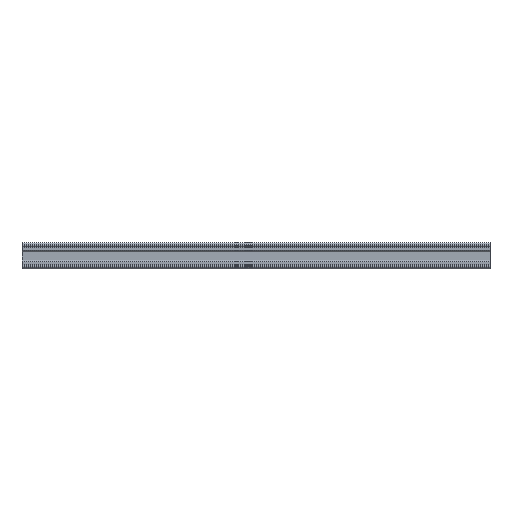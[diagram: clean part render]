
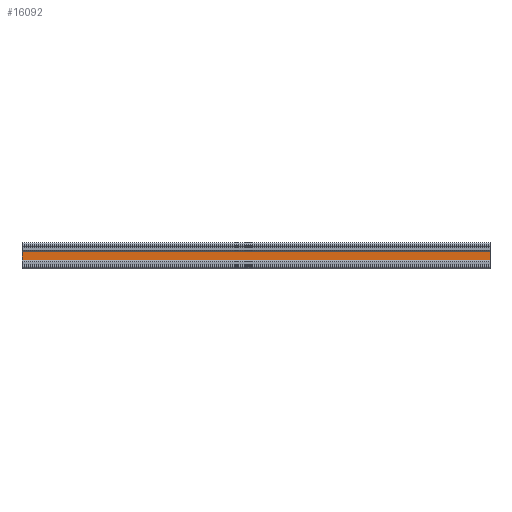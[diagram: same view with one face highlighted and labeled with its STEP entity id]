
A CAD part, left-side view. The second image highlights one B-rep face of the part: STEP entity #16092.
In plain terms, the highlighted planar face has unit normal (-1, 0, 0).
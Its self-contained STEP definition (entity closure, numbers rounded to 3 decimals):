
#1248 = VECTOR ( 'NONE', #9295, 39.37 ) ;
#1252 = CARTESIAN_POINT ( 'NONE',  ( -0.215, 13.5, 0. ) ) ;
#1791 = VECTOR ( 'NONE', #11733, 39.37 ) ;
#2829 = AXIS2_PLACEMENT_3D ( 'NONE', #23811, #13432, #29358 ) ;
#4333 = CARTESIAN_POINT ( 'NONE',  ( -0.214, 0., 0.182 ) ) ;
#4796 = DIRECTION ( 'NONE',  ( 0., -1., 0. ) ) ;
#4836 = ORIENTED_EDGE ( 'NONE', *, *, #21067, .F. ) ;
#5181 = PLANE ( 'NONE',  #2829 ) ;
#5987 = VERTEX_POINT ( 'NONE', #32015 ) ;
#9295 = DIRECTION ( 'NONE',  ( 0., -1., 0. ) ) ;
#11733 = DIRECTION ( 'NONE',  ( 0., 0., 1. ) ) ;
#12993 = VERTEX_POINT ( 'NONE', #20090 ) ;
#13039 = FACE_OUTER_BOUND ( 'NONE', #26046, .T. ) ;
#13432 = DIRECTION ( 'NONE',  ( 1., 0., 0. ) ) ;
#16092 = ADVANCED_FACE ( 'NONE', ( #13039 ), #5181, .F. ) ;
#16787 = VECTOR ( 'NONE', #17545, 39.37 ) ;
#17496 = VERTEX_POINT ( 'NONE', #17715 ) ;
#17545 = DIRECTION ( 'NONE',  ( 0., 0., 1. ) ) ;
#17715 = CARTESIAN_POINT ( 'NONE',  ( -0.214, 13.5, 0.182 ) ) ;
#17944 = ORIENTED_EDGE ( 'NONE', *, *, #26442, .F. ) ;
#19824 = EDGE_CURVE ( 'NONE', #12993, #31787, #30014, .T. ) ;
#19995 = CARTESIAN_POINT ( 'NONE',  ( -0.215, 0., 0. ) ) ;
#20090 = CARTESIAN_POINT ( 'NONE',  ( -0.215, 0., -0.182 ) ) ;
#20688 = VECTOR ( 'NONE', #4796, 39.37 ) ;
#21067 = EDGE_CURVE ( 'NONE', #17496, #31787, #31435, .T. ) ;
#23081 = LINE ( 'NONE', #33410, #1248 ) ;
#23315 = CARTESIAN_POINT ( 'NONE',  ( -0.214, 13.5, 0.182 ) ) ;
#23409 = ORIENTED_EDGE ( 'NONE', *, *, #19824, .T. ) ;
#23811 = CARTESIAN_POINT ( 'NONE',  ( -0.215, 13.666, 0. ) ) ;
#26046 = EDGE_LOOP ( 'NONE', ( #17944, #32087, #23409, #4836 ) ) ;
#26442 = EDGE_CURVE ( 'NONE', #5987, #17496, #28158, .T. ) ;
#28158 = LINE ( 'NONE', #1252, #1791 ) ;
#29358 = DIRECTION ( 'NONE',  ( 0., 0., -1. ) ) ;
#30014 = LINE ( 'NONE', #19995, #16787 ) ;
#30237 = EDGE_CURVE ( 'NONE', #5987, #12993, #23081, .T. ) ;
#31435 = LINE ( 'NONE', #23315, #20688 ) ;
#31787 = VERTEX_POINT ( 'NONE', #4333 ) ;
#32015 = CARTESIAN_POINT ( 'NONE',  ( -0.215, 13.5, -0.182 ) ) ;
#32087 = ORIENTED_EDGE ( 'NONE', *, *, #30237, .T. ) ;
#33410 = CARTESIAN_POINT ( 'NONE',  ( -0.215, 13.5, -0.182 ) ) ;
